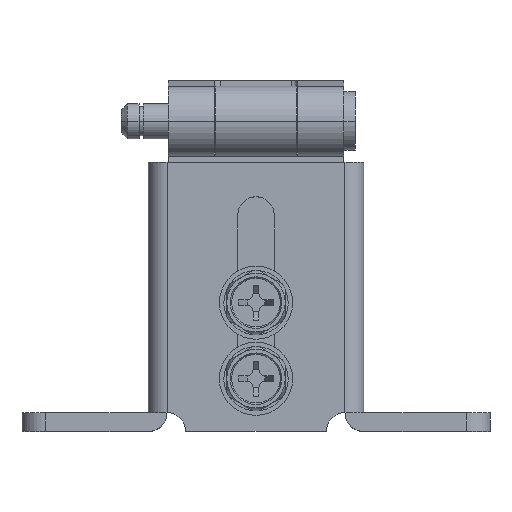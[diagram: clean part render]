
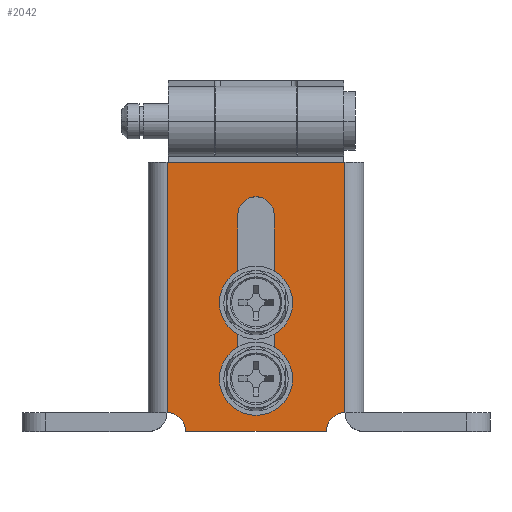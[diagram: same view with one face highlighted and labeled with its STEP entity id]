
A CAD part, top view. The second image highlights one B-rep face of the part: STEP entity #2042.
In plain terms, the highlighted planar face has unit normal (0, 0, 1).
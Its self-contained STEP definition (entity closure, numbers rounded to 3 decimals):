
#33 = VERTEX_POINT ( 'NONE', #5034 ) ;
#46 = VERTEX_POINT ( 'NONE', #1873 ) ;
#125 = CARTESIAN_POINT ( 'NONE',  ( 12., 0., 15. ) ) ;
#140 = DIRECTION ( 'NONE',  ( -1., 0., 0. ) ) ;
#272 = VERTEX_POINT ( 'NONE', #4795 ) ;
#303 = CARTESIAN_POINT ( 'NONE',  ( 15.2, 46., 15. ) ) ;
#388 = VERTEX_POINT ( 'NONE', #420 ) ;
#420 = CARTESIAN_POINT ( 'NONE',  ( -3.1, 37., 15. ) ) ;
#545 = ORIENTED_EDGE ( 'NONE', *, *, #2659, .F. ) ;
#788 = CARTESIAN_POINT ( 'NONE',  ( 18.4, 46., 15. ) ) ;
#945 = VECTOR ( 'NONE', #5878, 1000. ) ;
#980 = AXIS2_PLACEMENT_3D ( 'NONE', #3028, #2376, #1756 ) ;
#1037 = AXIS2_PLACEMENT_3D ( 'NONE', #3969, #3356, #2706 ) ;
#1134 = VECTOR ( 'NONE', #3178, 1000. ) ;
#1250 = VERTEX_POINT ( 'NONE', #1296 ) ;
#1296 = CARTESIAN_POINT ( 'NONE',  ( 3.1, 37., 15. ) ) ;
#1371 = AXIS2_PLACEMENT_3D ( 'NONE', #5395, #2864, #2228 ) ;
#1375 = VECTOR ( 'NONE', #3508, 1000. ) ;
#1423 = LINE ( 'NONE', #788, #5444 ) ;
#1550 = CARTESIAN_POINT ( 'NONE',  ( -12., 0., 15. ) ) ;
#1551 = EDGE_CURVE ( 'NONE', #4733, #46, #3786, .T. ) ;
#1630 = CARTESIAN_POINT ( 'NONE',  ( 15.2, 3.2, 15. ) ) ;
#1728 = ORIENTED_EDGE ( 'NONE', *, *, #3188, .F. ) ;
#1756 = DIRECTION ( 'NONE',  ( 0., 1., 0. ) ) ;
#1774 = ORIENTED_EDGE ( 'NONE', *, *, #2769, .F. ) ;
#1873 = CARTESIAN_POINT ( 'NONE',  ( -15.2, 3.2, 15. ) ) ;
#1918 = CARTESIAN_POINT ( 'NONE',  ( -3.1, 9., 15. ) ) ;
#1919 = CIRCLE ( 'NONE', #1037, 3.2 ) ;
#1987 = EDGE_CURVE ( 'NONE', #2798, #272, #2198, .T. ) ;
#2042 = ADVANCED_FACE ( 'NONE', ( #4660, #5199 ), #5566, .F. ) ;
#2070 = EDGE_CURVE ( 'NONE', #3868, #1250, #4757, .T. ) ;
#2153 = CARTESIAN_POINT ( 'NONE',  ( 3.1, 9., 15. ) ) ;
#2175 = ORIENTED_EDGE ( 'NONE', *, *, #4100, .F. ) ;
#2198 = LINE ( 'NONE', #303, #945 ) ;
#2228 = DIRECTION ( 'NONE',  ( 1., 0., 0. ) ) ;
#2376 = DIRECTION ( 'NONE',  ( 0., 0., -1. ) ) ;
#2630 = EDGE_CURVE ( 'NONE', #4570, #3868, #3351, .T. ) ;
#2652 = AXIS2_PLACEMENT_3D ( 'NONE', #5096, #4447, #3820 ) ;
#2659 = EDGE_CURVE ( 'NONE', #2798, #4465, #1919, .T. ) ;
#2706 = DIRECTION ( 'NONE',  ( 1., 0., 0. ) ) ;
#2769 = EDGE_CURVE ( 'NONE', #4465, #4733, #5596, .T. ) ;
#2798 = VERTEX_POINT ( 'NONE', #1630 ) ;
#2864 = DIRECTION ( 'NONE',  ( 0., 0., 1. ) ) ;
#3028 = CARTESIAN_POINT ( 'NONE',  ( 18.4, 46., 15. ) ) ;
#3139 = EDGE_CURVE ( 'NONE', #33, #46, #4725, .T. ) ;
#3178 = DIRECTION ( 'NONE',  ( 0., -1., 0. ) ) ;
#3188 = EDGE_CURVE ( 'NONE', #388, #4570, #4423, .T. ) ;
#3351 = CIRCLE ( 'NONE', #1371, 3.1 ) ;
#3356 = DIRECTION ( 'NONE',  ( 0., 0., 1. ) ) ;
#3379 = ORIENTED_EDGE ( 'NONE', *, *, #1987, .T. ) ;
#3477 = DIRECTION ( 'NONE',  ( 0., -1., 0. ) ) ;
#3508 = DIRECTION ( 'NONE',  ( 0., 1., 0. ) ) ;
#3577 = EDGE_CURVE ( 'NONE', #272, #33, #1423, .T. ) ;
#3786 = CIRCLE ( 'NONE', #5475, 3.2 ) ;
#3800 = CARTESIAN_POINT ( 'NONE',  ( -3.1, 37., 15. ) ) ;
#3804 = DIRECTION ( 'NONE',  ( -1., 0., 0. ) ) ;
#3820 = DIRECTION ( 'NONE',  ( 1., 0., 0. ) ) ;
#3849 = ORIENTED_EDGE ( 'NONE', *, *, #3577, .T. ) ;
#3868 = VERTEX_POINT ( 'NONE', #2153 ) ;
#3956 = ORIENTED_EDGE ( 'NONE', *, *, #1551, .F. ) ;
#3969 = CARTESIAN_POINT ( 'NONE',  ( 15.2, 0., 15. ) ) ;
#4095 = CARTESIAN_POINT ( 'NONE',  ( -15.2, 3.2, 15. ) ) ;
#4100 = EDGE_CURVE ( 'NONE', #1250, #388, #5950, .T. ) ;
#4129 = CARTESIAN_POINT ( 'NONE',  ( 3.1, 37., 15. ) ) ;
#4300 = DIRECTION ( 'NONE',  ( -1., 0., 0. ) ) ;
#4423 = LINE ( 'NONE', #3800, #1134 ) ;
#4428 = DIRECTION ( 'NONE',  ( 0., 0., 1. ) ) ;
#4447 = DIRECTION ( 'NONE',  ( 0., 0., 1. ) ) ;
#4465 = VERTEX_POINT ( 'NONE', #125 ) ;
#4570 = VERTEX_POINT ( 'NONE', #1918 ) ;
#4660 = FACE_BOUND ( 'NONE', #5184, .T. ) ;
#4689 = EDGE_LOOP ( 'NONE', ( #545, #3379, #3849, #5422, #3956, #1774 ) ) ;
#4725 = LINE ( 'NONE', #4095, #4860 ) ;
#4733 = VERTEX_POINT ( 'NONE', #1550 ) ;
#4757 = LINE ( 'NONE', #4129, #1375 ) ;
#4795 = CARTESIAN_POINT ( 'NONE',  ( 15.2, 46., 15. ) ) ;
#4860 = VECTOR ( 'NONE', #3477, 1000. ) ;
#4938 = CARTESIAN_POINT ( 'NONE',  ( 18.4, 0., 15. ) ) ;
#4991 = VECTOR ( 'NONE', #4300, 1000. ) ;
#5034 = CARTESIAN_POINT ( 'NONE',  ( -15.2, 46., 15. ) ) ;
#5074 = CARTESIAN_POINT ( 'NONE',  ( -15.2, 0., 15. ) ) ;
#5096 = CARTESIAN_POINT ( 'NONE',  ( 0., 37., 15. ) ) ;
#5184 = EDGE_LOOP ( 'NONE', ( #1728, #2175, #5852, #6169 ) ) ;
#5199 = FACE_OUTER_BOUND ( 'NONE', #4689, .T. ) ;
#5395 = CARTESIAN_POINT ( 'NONE',  ( 0., 9., 15. ) ) ;
#5422 = ORIENTED_EDGE ( 'NONE', *, *, #3139, .T. ) ;
#5444 = VECTOR ( 'NONE', #140, 1000. ) ;
#5475 = AXIS2_PLACEMENT_3D ( 'NONE', #5074, #4428, #3804 ) ;
#5566 = PLANE ( 'NONE',  #980 ) ;
#5596 = LINE ( 'NONE', #4938, #4991 ) ;
#5852 = ORIENTED_EDGE ( 'NONE', *, *, #2070, .F. ) ;
#5878 = DIRECTION ( 'NONE',  ( 0., 1., 0. ) ) ;
#5950 = CIRCLE ( 'NONE', #2652, 3.1 ) ;
#6169 = ORIENTED_EDGE ( 'NONE', *, *, #2630, .F. ) ;
